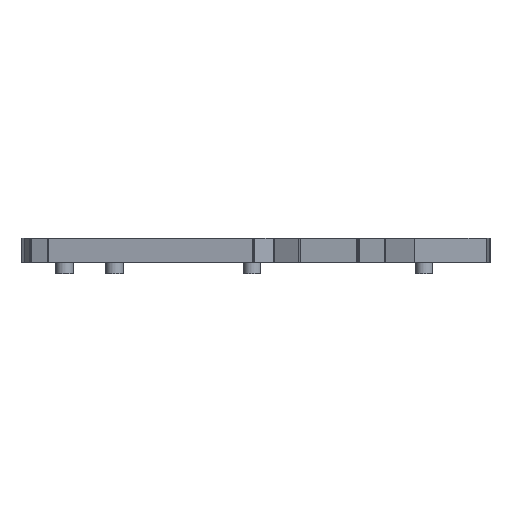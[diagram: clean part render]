
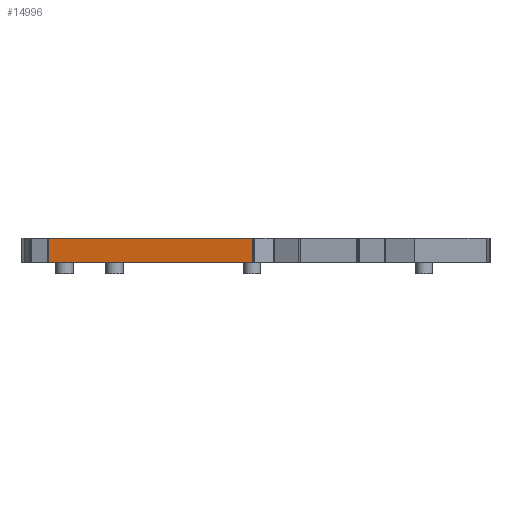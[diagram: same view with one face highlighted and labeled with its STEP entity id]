
A CAD part, left-side view. The second image highlights one B-rep face of the part: STEP entity #14996.
In plain terms, the highlighted planar face has unit normal (-0.987, 0.164, 0).
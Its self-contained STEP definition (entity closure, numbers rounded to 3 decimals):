
#246=FACE_OUTER_BOUND('',#1006,.T.);
#1006=EDGE_LOOP('',(#9858,#9859,#9860,#9861));
#1901=LINE('',#20389,#4042);
#1902=LINE('',#20391,#4043);
#1903=LINE('',#20393,#4044);
#1904=LINE('',#20394,#4045);
#4042=VECTOR('',#16598,10.);
#4043=VECTOR('',#16599,10.);
#4044=VECTOR('',#16600,10.);
#4045=VECTOR('',#16601,10.);
#6183=VERTEX_POINT('',#20387);
#6184=VERTEX_POINT('',#20388);
#6185=VERTEX_POINT('',#20390);
#6186=VERTEX_POINT('',#20392);
#7653=EDGE_CURVE('',#6183,#6184,#1901,.T.);
#7654=EDGE_CURVE('',#6184,#6185,#1902,.T.);
#7655=EDGE_CURVE('',#6186,#6185,#1903,.T.);
#7656=EDGE_CURVE('',#6183,#6186,#1904,.T.);
#9858=ORIENTED_EDGE('',*,*,#7653,.T.);
#9859=ORIENTED_EDGE('',*,*,#7654,.T.);
#9860=ORIENTED_EDGE('',*,*,#7655,.F.);
#9861=ORIENTED_EDGE('',*,*,#7656,.F.);
#14268=PLANE('',#15770);
#14996=ADVANCED_FACE('',(#246),#14268,.T.);
#15770=AXIS2_PLACEMENT_3D('',#20386,#16596,#16597);
#16596=DIRECTION('center_axis',(-0.986,0.164,0.));
#16597=DIRECTION('ref_axis',(0.,0.,1.));
#16598=DIRECTION('',(0.,0.,1.));
#16599=DIRECTION('',(0.164,0.986,0.));
#16600=DIRECTION('',(0.,0.,1.));
#16601=DIRECTION('',(0.164,0.986,0.));
#20386=CARTESIAN_POINT('Origin',(65.567,-107.043,20.32));
#20387=CARTESIAN_POINT('',(60.855,-135.386,13.546));
#20388=CARTESIAN_POINT('',(60.855,-135.386,20.32));
#20389=CARTESIAN_POINT('',(60.855,-135.386,13.546));
#20390=CARTESIAN_POINT('',(70.279,-78.699,20.32));
#20391=CARTESIAN_POINT('',(60.855,-135.386,20.32));
#20392=CARTESIAN_POINT('',(70.279,-78.699,13.546));
#20393=CARTESIAN_POINT('',(70.279,-78.699,13.546));
#20394=CARTESIAN_POINT('',(60.855,-135.386,13.546));
